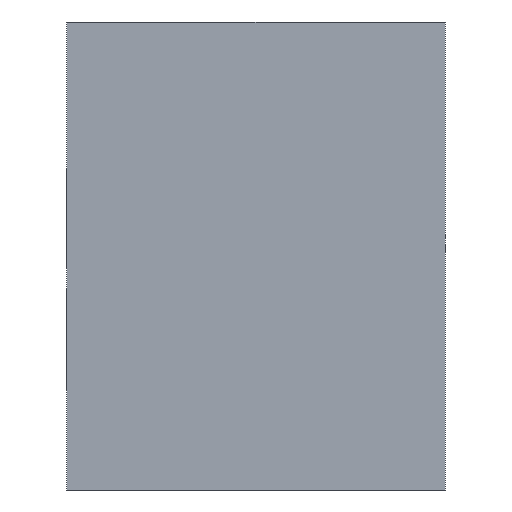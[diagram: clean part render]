
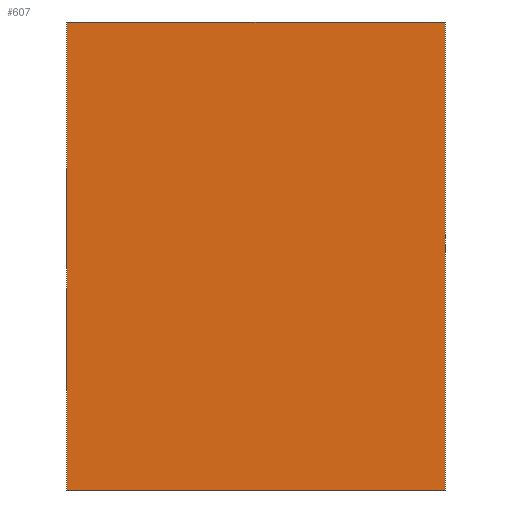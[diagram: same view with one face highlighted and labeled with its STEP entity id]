
A CAD part, front view. The second image highlights one B-rep face of the part: STEP entity #607.
In plain terms, the highlighted planar face has unit normal (0, -1, 0).
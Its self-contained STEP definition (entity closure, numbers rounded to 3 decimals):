
#53=FACE_OUTER_BOUND('',#85,.T.);
#85=EDGE_LOOP('',(#411,#412,#413,#414));
#124=LINE('',#863,#199);
#125=LINE('',#865,#200);
#126=LINE('',#867,#201);
#127=LINE('',#868,#202);
#199=VECTOR('',#704,10.);
#200=VECTOR('',#705,10.);
#201=VECTOR('',#706,10.);
#202=VECTOR('',#707,10.);
#274=VERTEX_POINT('',#861);
#275=VERTEX_POINT('',#862);
#276=VERTEX_POINT('',#864);
#277=VERTEX_POINT('',#866);
#328=EDGE_CURVE('',#274,#275,#124,.T.);
#329=EDGE_CURVE('',#275,#276,#125,.T.);
#330=EDGE_CURVE('',#276,#277,#126,.T.);
#331=EDGE_CURVE('',#277,#274,#127,.T.);
#411=ORIENTED_EDGE('',*,*,#328,.T.);
#412=ORIENTED_EDGE('',*,*,#329,.T.);
#413=ORIENTED_EDGE('',*,*,#330,.T.);
#414=ORIENTED_EDGE('',*,*,#331,.T.);
#577=PLANE('',#659);
#607=ADVANCED_FACE('',(#53),#577,.T.);
#659=AXIS2_PLACEMENT_3D('',#860,#702,#703);
#702=DIRECTION('center_axis',(0.,-1.,0.));
#703=DIRECTION('ref_axis',(0.,0.,-1.));
#704=DIRECTION('',(1.,0.,0.));
#705=DIRECTION('',(0.,0.,1.));
#706=DIRECTION('',(-1.,0.,0.));
#707=DIRECTION('',(0.,0.,-1.));
#860=CARTESIAN_POINT('Origin',(0.,-12.5,0.));
#861=CARTESIAN_POINT('',(-13.25,-12.5,-16.375));
#862=CARTESIAN_POINT('',(13.25,-12.5,-16.375));
#863=CARTESIAN_POINT('',(-13.25,-12.5,-16.375));
#864=CARTESIAN_POINT('',(13.25,-12.5,16.375));
#865=CARTESIAN_POINT('',(13.25,-12.5,-16.375));
#866=CARTESIAN_POINT('',(-13.25,-12.5,16.375));
#867=CARTESIAN_POINT('',(13.25,-12.5,16.375));
#868=CARTESIAN_POINT('',(-13.25,-12.5,16.375));
